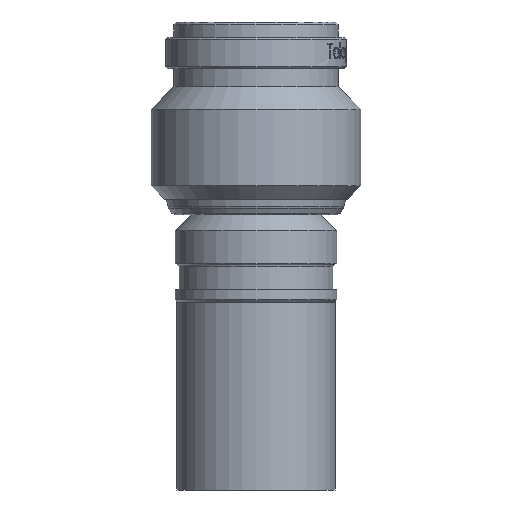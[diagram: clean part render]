
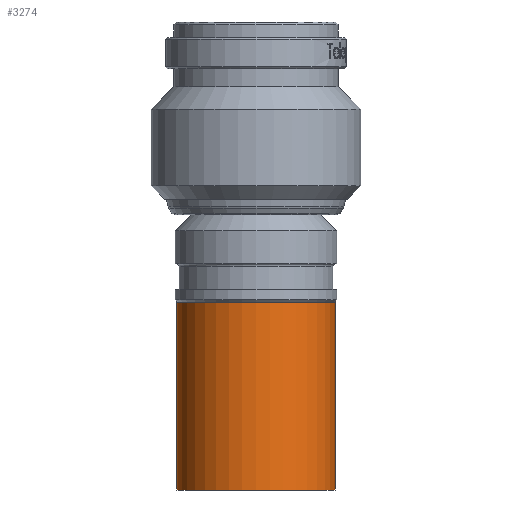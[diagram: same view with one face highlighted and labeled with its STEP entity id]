
A CAD part, front view. The second image highlights one B-rep face of the part: STEP entity #3274.
In plain terms, the highlighted cylindrical face has radius 6.125 mm (diameter 12.25 mm), a partial arc.
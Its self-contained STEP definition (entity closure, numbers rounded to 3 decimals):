
#62 = EDGE_LOOP ( 'NONE', ( #15301, #15319, #15224, #15237 ) ) ;
#283 = VERTEX_POINT ( 'NONE', #18285 ) ;
#1441 = CARTESIAN_POINT ( 'NONE',  ( 0., 0., -35.3 ) ) ;
#1442 = DIRECTION ( 'NONE',  ( 0., 0., 1. ) ) ;
#1443 = DIRECTION ( 'NONE',  ( 1., 0., 0. ) ) ;
#1444 = CARTESIAN_POINT ( 'NONE',  ( 0., 0., -20.8 ) ) ;
#1445 = DIRECTION ( 'NONE',  ( 0., 0., 1. ) ) ;
#1446 = DIRECTION ( 'NONE',  ( 1., 0., 0. ) ) ;
#3274 = ADVANCED_FACE ( 'NONE', ( #8356 ), #8364, .T. ) ;
#5241 = AXIS2_PLACEMENT_3D ( 'NONE', #1441, #1442, #1443 ) ;
#5242 = AXIS2_PLACEMENT_3D ( 'NONE', #1444, #1445, #1446 ) ;
#5684 = VERTEX_POINT ( 'NONE', #10699 ) ;
#5746 = VERTEX_POINT ( 'NONE', #10761 ) ;
#5764 = VERTEX_POINT ( 'NONE', #10779 ) ;
#6089 = EDGE_CURVE ( 'NONE', #283, #5764, #10876, .T. ) ;
#6090 = EDGE_CURVE ( 'NONE', #5746, #5684, #10877, .T. ) ;
#6649 = EDGE_CURVE ( 'NONE', #5764, #5684, #12797, .T. ) ;
#6712 = EDGE_CURVE ( 'NONE', #283, #5746, #12837, .T. ) ;
#7650 = AXIS2_PLACEMENT_3D ( 'NONE', #17649, #17648, #17639 ) ;
#8356 = FACE_OUTER_BOUND ( 'NONE', #62, .T. ) ;
#8364 = CYLINDRICAL_SURFACE ( 'NONE', #7650, 6.125 ) ;
#10699 = CARTESIAN_POINT ( 'NONE',  ( 6.125, 0., -20.8 ) ) ;
#10761 = CARTESIAN_POINT ( 'NONE',  ( -6.125, 0., -20.8 ) ) ;
#10779 = CARTESIAN_POINT ( 'NONE',  ( 6.125, 0., -35.3 ) ) ;
#10876 = CIRCLE ( 'NONE', #5241, 6.125 ) ;
#10877 = CIRCLE ( 'NONE', #5242, 6.125 ) ;
#12797 = LINE ( 'NONE', #13176, #12800 ) ;
#12800 = VECTOR ( 'NONE', #13177, 1000. ) ;
#12837 = LINE ( 'NONE', #13267, #12839 ) ;
#12839 = VECTOR ( 'NONE', #13268, 1000. ) ;
#13176 = CARTESIAN_POINT ( 'NONE',  ( 6.125, 0., -20.382 ) ) ;
#13177 = DIRECTION ( 'NONE',  ( 0., 0., 1. ) ) ;
#13267 = CARTESIAN_POINT ( 'NONE',  ( -6.125, 0., -20.382 ) ) ;
#13268 = DIRECTION ( 'NONE',  ( 0., 0., 1. ) ) ;
#15224 = ORIENTED_EDGE ( 'NONE', *, *, #6649, .T. ) ;
#15237 = ORIENTED_EDGE ( 'NONE', *, *, #6090, .F. ) ;
#15301 = ORIENTED_EDGE ( 'NONE', *, *, #6712, .F. ) ;
#15319 = ORIENTED_EDGE ( 'NONE', *, *, #6089, .T. ) ;
#17639 = DIRECTION ( 'NONE',  ( 1., 0., 0. ) ) ;
#17648 = DIRECTION ( 'NONE',  ( 0., 0., 1. ) ) ;
#17649 = CARTESIAN_POINT ( 'NONE',  ( 0., 0., -20.382 ) ) ;
#18285 = CARTESIAN_POINT ( 'NONE',  ( -6.125, 0., -35.3 ) ) ;
